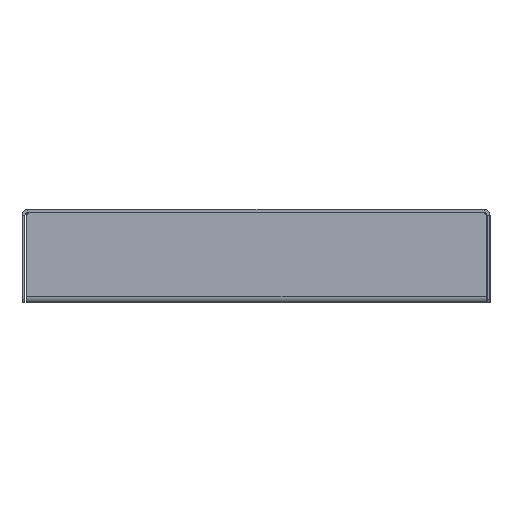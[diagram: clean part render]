
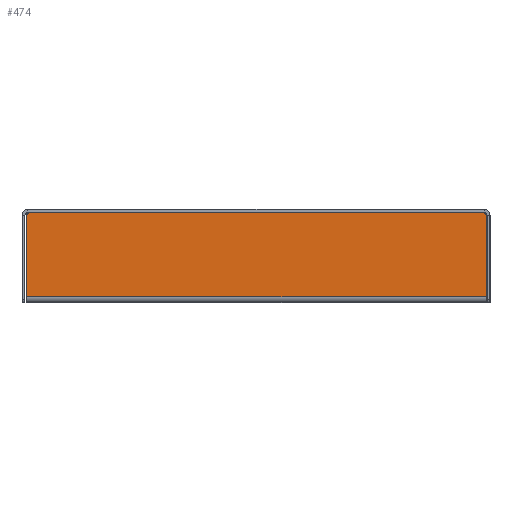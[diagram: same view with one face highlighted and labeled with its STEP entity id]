
A CAD part, left-side view. The second image highlights one B-rep face of the part: STEP entity #474.
In plain terms, the highlighted planar face has unit normal (-1, 0, 0).
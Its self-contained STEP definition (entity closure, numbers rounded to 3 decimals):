
#454 = DIRECTION ( 'NONE',  ( 0., 0., -1. ) ) ;
#474 = ADVANCED_FACE ( 'NONE', ( #1368 ), #783, .F. ) ;
#604 = ORIENTED_EDGE ( 'NONE', *, *, #1452, .F. ) ;
#617 = CIRCLE ( 'NONE', #5950, 1.2 ) ;
#745 = DIRECTION ( 'NONE',  ( -1., 0., 0. ) ) ;
#783 = PLANE ( 'NONE',  #3484 ) ;
#1226 = CARTESIAN_POINT ( 'NONE',  ( -126.591, 87.558, 19.701 ) ) ;
#1268 = ORIENTED_EDGE ( 'NONE', *, *, #3061, .T. ) ;
#1367 = EDGE_LOOP ( 'NONE', ( #2972, #3577, #2832, #604, #1827, #1268 ) ) ;
#1368 = FACE_OUTER_BOUND ( 'NONE', #1367, .T. ) ;
#1452 = EDGE_CURVE ( 'NONE', #2413, #5951, #4644, .T. ) ;
#1618 = VERTEX_POINT ( 'NONE', #3437 ) ;
#1641 = EDGE_CURVE ( 'NONE', #2763, #5920, #4295, .T. ) ;
#1646 = VECTOR ( 'NONE', #2222, 1000. ) ;
#1743 = DIRECTION ( 'NONE',  ( 0., 0., 1. ) ) ;
#1803 = CARTESIAN_POINT ( 'NONE',  ( -126.591, 0., 0. ) ) ;
#1827 = ORIENTED_EDGE ( 'NONE', *, *, #3812, .T. ) ;
#1867 = DIRECTION ( 'NONE',  ( 0., 0., -1. ) ) ;
#2036 = EDGE_CURVE ( 'NONE', #1618, #2763, #5158, .T. ) ;
#2222 = DIRECTION ( 'NONE',  ( 0., 0., -1. ) ) ;
#2413 = VERTEX_POINT ( 'NONE', #2850 ) ;
#2424 = DIRECTION ( 'NONE',  ( 1., 0., 0. ) ) ;
#2491 = CARTESIAN_POINT ( 'NONE',  ( -126.591, 88.758, 18.501 ) ) ;
#2608 = CARTESIAN_POINT ( 'NONE',  ( -126.591, 88.758, -14.099 ) ) ;
#2763 = VERTEX_POINT ( 'NONE', #1226 ) ;
#2832 = ORIENTED_EDGE ( 'NONE', *, *, #3728, .T. ) ;
#2850 = CARTESIAN_POINT ( 'NONE',  ( -126.591, -95.242, -14.099 ) ) ;
#2884 = DIRECTION ( 'NONE',  ( 0., 0., -1. ) ) ;
#2972 = ORIENTED_EDGE ( 'NONE', *, *, #2036, .T. ) ;
#2983 = VECTOR ( 'NONE', #3059, 1000. ) ;
#3059 = DIRECTION ( 'NONE',  ( 0., 1., 0. ) ) ;
#3061 = EDGE_CURVE ( 'NONE', #5715, #1618, #617, .T. ) ;
#3094 = VECTOR ( 'NONE', #1743, 1000. ) ;
#3400 = CARTESIAN_POINT ( 'NONE',  ( -126.591, 87.558, 18.501 ) ) ;
#3437 = CARTESIAN_POINT ( 'NONE',  ( -126.591, -94.042, 19.701 ) ) ;
#3484 = AXIS2_PLACEMENT_3D ( 'NONE', #1803, #2424, #2884 ) ;
#3553 = CARTESIAN_POINT ( 'NONE',  ( -126.591, 88.758, 19.701 ) ) ;
#3577 = ORIENTED_EDGE ( 'NONE', *, *, #1641, .T. ) ;
#3636 = DIRECTION ( 'NONE',  ( 0., 1., 0. ) ) ;
#3728 = EDGE_CURVE ( 'NONE', #5920, #5951, #5809, .T. ) ;
#3812 = EDGE_CURVE ( 'NONE', #2413, #5715, #4376, .T. ) ;
#3820 = CARTESIAN_POINT ( 'NONE',  ( -126.591, -95.242, 18.501 ) ) ;
#4295 = CIRCLE ( 'NONE', #4956, 1.2 ) ;
#4376 = LINE ( 'NONE', #6515, #3094 ) ;
#4644 = LINE ( 'NONE', #6712, #5079 ) ;
#4956 = AXIS2_PLACEMENT_3D ( 'NONE', #3400, #5486, #454 ) ;
#5079 = VECTOR ( 'NONE', #3636, 1000. ) ;
#5158 = LINE ( 'NONE', #3553, #2983 ) ;
#5268 = CARTESIAN_POINT ( 'NONE',  ( -126.591, 88.758, -15.299 ) ) ;
#5486 = DIRECTION ( 'NONE',  ( -1., 0., 0. ) ) ;
#5559 = CARTESIAN_POINT ( 'NONE',  ( -126.591, -94.042, 18.501 ) ) ;
#5715 = VERTEX_POINT ( 'NONE', #3820 ) ;
#5809 = LINE ( 'NONE', #5268, #1646 ) ;
#5920 = VERTEX_POINT ( 'NONE', #2491 ) ;
#5950 = AXIS2_PLACEMENT_3D ( 'NONE', #5559, #745, #1867 ) ;
#5951 = VERTEX_POINT ( 'NONE', #2608 ) ;
#6515 = CARTESIAN_POINT ( 'NONE',  ( -126.591, -95.242, 19.701 ) ) ;
#6712 = CARTESIAN_POINT ( 'NONE',  ( -126.591, 0., -14.099 ) ) ;
